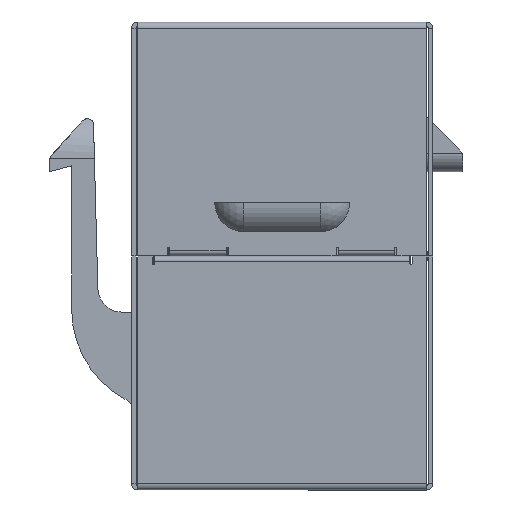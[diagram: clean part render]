
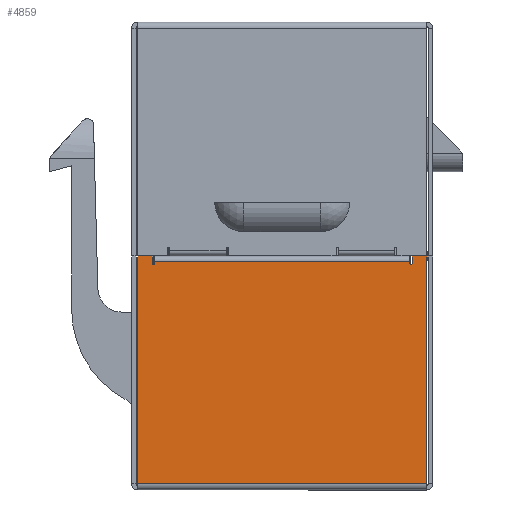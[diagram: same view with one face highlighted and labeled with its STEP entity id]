
A CAD part, left-side view. The second image highlights one B-rep face of the part: STEP entity #4859.
In plain terms, the highlighted face is planar.
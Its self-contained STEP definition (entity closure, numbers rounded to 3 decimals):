
#8 = CARTESIAN_POINT ( 'NONE',  ( 6.945, -7.3, 0. ) ) ;
#183 = ORIENTED_EDGE ( 'NONE', *, *, #43446, .F. ) ;
#1161 = EDGE_CURVE ( 'NONE', #19880, #14109, #40502, .T. ) ;
#1768 = AXIS2_PLACEMENT_3D ( 'NONE', #22306, #1770, #25716 ) ;
#1770 = DIRECTION ( 'NONE',  ( 0., -1., 0. ) ) ;
#2156 = ORIENTED_EDGE ( 'NONE', *, *, #1161, .T. ) ;
#2213 = DIRECTION ( 'NONE',  ( 1., 0., 0. ) ) ;
#2356 = VECTOR ( 'NONE', #31915, 1000. ) ;
#3141 = CARTESIAN_POINT ( 'NONE',  ( 7.72, -7.3, -0.08 ) ) ;
#3258 = DIRECTION ( 'NONE',  ( 0., 0., -1. ) ) ;
#3350 = VERTEX_POINT ( 'NONE', #23400 ) ;
#3653 = VERTEX_POINT ( 'NONE', #22033 ) ;
#4275 = LINE ( 'NONE', #11463, #38511 ) ;
#4290 = ORIENTED_EDGE ( 'NONE', *, *, #4444, .F. ) ;
#4444 = EDGE_CURVE ( 'NONE', #24404, #26166, #23467, .T. ) ;
#4447 = EDGE_CURVE ( 'NONE', #22940, #41899, #32551, .T. ) ;
#4615 = LINE ( 'NONE', #8, #21776 ) ;
#4859 = ADVANCED_FACE ( 'NONE', ( #10562 ), #16530, .F. ) ;
#4949 = ORIENTED_EDGE ( 'NONE', *, *, #4447, .T. ) ;
#4995 = AXIS2_PLACEMENT_3D ( 'NONE', #38000, #17531, #41414 ) ;
#5232 = EDGE_CURVE ( 'NONE', #22940, #3653, #4615, .T. ) ;
#5902 = CARTESIAN_POINT ( 'NONE',  ( 6.82, -7.3, -11.85 ) ) ;
#5962 = CARTESIAN_POINT ( 'NONE',  ( -6.945, -7.3, -12.25 ) ) ;
#6305 = VECTOR ( 'NONE', #27172, 1000. ) ;
#6591 = EDGE_CURVE ( 'NONE', #41899, #14208, #11447, .T. ) ;
#7042 = EDGE_CURVE ( 'NONE', #39649, #19328, #15732, .T. ) ;
#8042 = VECTOR ( 'NONE', #23288, 1000. ) ;
#9630 = CIRCLE ( 'NONE', #1768, 0.063 ) ;
#10562 = FACE_OUTER_BOUND ( 'NONE', #22070, .T. ) ;
#10898 = ORIENTED_EDGE ( 'NONE', *, *, #21582, .F. ) ;
#11213 = ORIENTED_EDGE ( 'NONE', *, *, #39166, .F. ) ;
#11447 = LINE ( 'NONE', #35367, #2356 ) ;
#11463 = CARTESIAN_POINT ( 'NONE',  ( -6.82, -7.3, 0. ) ) ;
#11690 = ORIENTED_EDGE ( 'NONE', *, *, #12110, .T. ) ;
#12110 = EDGE_CURVE ( 'NONE', #26338, #26166, #31313, .T. ) ;
#13545 = CARTESIAN_POINT ( 'NONE',  ( 6.82, -7.3, -11.975 ) ) ;
#13648 = CARTESIAN_POINT ( 'NONE',  ( -7.72, -7.3, -12.25 ) ) ;
#14109 = VERTEX_POINT ( 'NONE', #5962 ) ;
#14208 = VERTEX_POINT ( 'NONE', #3141 ) ;
#14352 = VECTOR ( 'NONE', #3258, 1000. ) ;
#15732 = CIRCLE ( 'NONE', #4995, 0.063 ) ;
#16020 = ORIENTED_EDGE ( 'NONE', *, *, #19105, .F. ) ;
#16530 = PLANE ( 'NONE',  #36205 ) ;
#17531 = DIRECTION ( 'NONE',  ( 0., -1., 0. ) ) ;
#17872 = ORIENTED_EDGE ( 'NONE', *, *, #7042, .F. ) ;
#18266 = CARTESIAN_POINT ( 'NONE',  ( 7.72, -7.3, -12.25 ) ) ;
#19105 = EDGE_CURVE ( 'NONE', #3350, #14208, #39131, .T. ) ;
#19313 = DIRECTION ( 'NONE',  ( 0., 0., -1. ) ) ;
#19328 = VERTEX_POINT ( 'NONE', #34237 ) ;
#19880 = VERTEX_POINT ( 'NONE', #13648 ) ;
#19998 = DIRECTION ( 'NONE',  ( 0., 0., 1. ) ) ;
#20773 = CARTESIAN_POINT ( 'NONE',  ( -6.82, -7.3, -11.975 ) ) ;
#20983 = VECTOR ( 'NONE', #2213, 1000. ) ;
#21582 = EDGE_CURVE ( 'NONE', #19328, #14109, #32607, .T. ) ;
#21776 = VECTOR ( 'NONE', #40967, 1000. ) ;
#22033 = CARTESIAN_POINT ( 'NONE',  ( 6.945, -7.3, -11.85 ) ) ;
#22070 = EDGE_LOOP ( 'NONE', ( #10898, #17872, #11213, #11690, #4290, #183, #29066, #4949, #24915, #16020, #28677, #2156 ) ) ;
#22249 = VECTOR ( 'NONE', #24210, 1000. ) ;
#22306 = CARTESIAN_POINT ( 'NONE',  ( 6.882, -7.3, -11.85 ) ) ;
#22940 = VERTEX_POINT ( 'NONE', #27159 ) ;
#23288 = DIRECTION ( 'NONE',  ( 0., 0., -1. ) ) ;
#23400 = CARTESIAN_POINT ( 'NONE',  ( -7.72, -7.3, -0.08 ) ) ;
#23467 = LINE ( 'NONE', #26887, #14352 ) ;
#23528 = VECTOR ( 'NONE', #19313, 1000. ) ;
#23771 = CARTESIAN_POINT ( 'NONE',  ( 7.72, -7.3, -12.25 ) ) ;
#24210 = DIRECTION ( 'NONE',  ( 1., 0., 0. ) ) ;
#24404 = VERTEX_POINT ( 'NONE', #5902 ) ;
#24915 = ORIENTED_EDGE ( 'NONE', *, *, #6591, .T. ) ;
#25182 = CARTESIAN_POINT ( 'NONE',  ( 7.72, -7.3, -12.25 ) ) ;
#25716 = DIRECTION ( 'NONE',  ( 0., 0., 1. ) ) ;
#26166 = VERTEX_POINT ( 'NONE', #13545 ) ;
#26338 = VERTEX_POINT ( 'NONE', #39226 ) ;
#26887 = CARTESIAN_POINT ( 'NONE',  ( 6.82, -7.3, 0. ) ) ;
#27159 = CARTESIAN_POINT ( 'NONE',  ( 6.945, -7.3, -12.25 ) ) ;
#27172 = DIRECTION ( 'NONE',  ( 1., 0., 0. ) ) ;
#28677 = ORIENTED_EDGE ( 'NONE', *, *, #32034, .T. ) ;
#29066 = ORIENTED_EDGE ( 'NONE', *, *, #5232, .F. ) ;
#29081 = CARTESIAN_POINT ( 'NONE',  ( -6.82, -7.3, -11.85 ) ) ;
#29433 = CARTESIAN_POINT ( 'NONE',  ( -6.945, -7.3, 0. ) ) ;
#30113 = CARTESIAN_POINT ( 'NONE',  ( 7.72, -7.3, 0. ) ) ;
#31313 = LINE ( 'NONE', #20773, #22249 ) ;
#31915 = DIRECTION ( 'NONE',  ( 0., 0., 1. ) ) ;
#32034 = EDGE_CURVE ( 'NONE', #3350, #19880, #35341, .T. ) ;
#32551 = LINE ( 'NONE', #23771, #6305 ) ;
#32607 = LINE ( 'NONE', #29433, #23528 ) ;
#34237 = CARTESIAN_POINT ( 'NONE',  ( -6.945, -7.3, -11.85 ) ) ;
#35341 = LINE ( 'NONE', #40303, #8042 ) ;
#35367 = CARTESIAN_POINT ( 'NONE',  ( 7.72, -7.3, 0. ) ) ;
#35417 = DIRECTION ( 'NONE',  ( 0., 0., 1. ) ) ;
#36205 = AXIS2_PLACEMENT_3D ( 'NONE', #30113, #40426, #19998 ) ;
#38000 = CARTESIAN_POINT ( 'NONE',  ( -6.882, -7.3, -11.85 ) ) ;
#38352 = VECTOR ( 'NONE', #42189, 1000. ) ;
#38511 = VECTOR ( 'NONE', #35417, 1000. ) ;
#39131 = LINE ( 'NONE', #39736, #20983 ) ;
#39166 = EDGE_CURVE ( 'NONE', #26338, #39649, #4275, .T. ) ;
#39226 = CARTESIAN_POINT ( 'NONE',  ( -6.82, -7.3, -11.975 ) ) ;
#39649 = VERTEX_POINT ( 'NONE', #29081 ) ;
#39736 = CARTESIAN_POINT ( 'NONE',  ( 7.72, -7.3, -0.08 ) ) ;
#40303 = CARTESIAN_POINT ( 'NONE',  ( -7.72, -7.3, -12.25 ) ) ;
#40426 = DIRECTION ( 'NONE',  ( 0., 1., 0. ) ) ;
#40502 = LINE ( 'NONE', #25182, #38352 ) ;
#40967 = DIRECTION ( 'NONE',  ( 0., 0., 1. ) ) ;
#41414 = DIRECTION ( 'NONE',  ( 0., 0., 1. ) ) ;
#41899 = VERTEX_POINT ( 'NONE', #18266 ) ;
#42189 = DIRECTION ( 'NONE',  ( 1., 0., 0. ) ) ;
#43446 = EDGE_CURVE ( 'NONE', #3653, #24404, #9630, .T. ) ;
